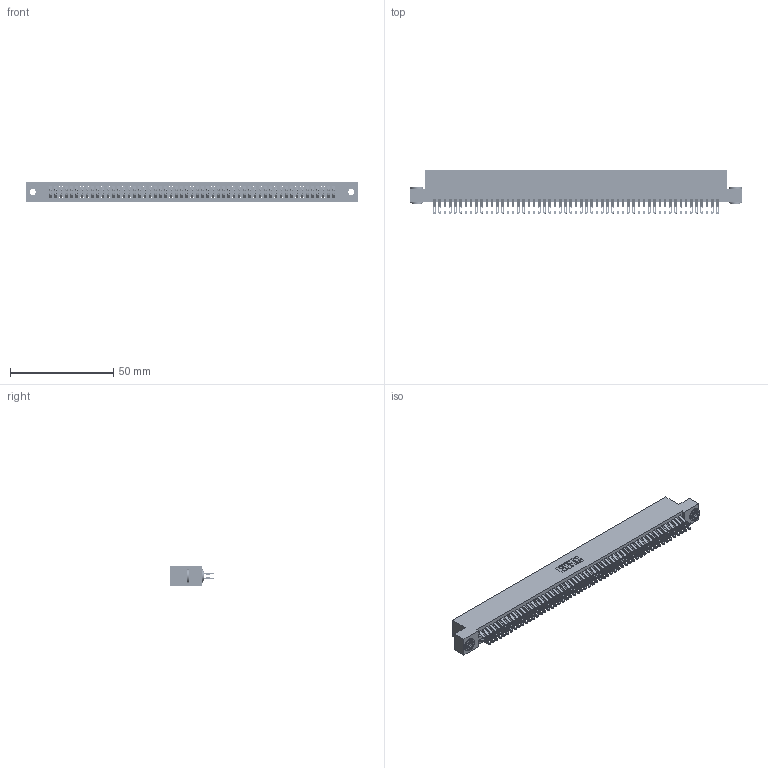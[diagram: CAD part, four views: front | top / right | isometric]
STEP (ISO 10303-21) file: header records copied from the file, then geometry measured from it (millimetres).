
FILE_DESCRIPTION (( 'STEP AP203' ), '1' );
FILE_NAME ('345-110-555-203.STEP', '2019-11-04T18:01:05', ( '' ), ( '' ), 'SwSTEP 2.0', 'SolidWorks 2016', '' );
FILE_SCHEMA (( 'CONFIG_CONTROL_DESIGN' ));
Length unit declared in the file: inch
Products named in the file (4): 345-250-002_345-250-002-102; 345-110-555-203; 345-292-001_555 Tail; 345 Part_Flush Mounting Lugs - 0.156 Dia-TH
Assembly tree (113 placements, depth 2):
  345-110-555-203
    345 Part_Flush Mounting Lugs - 0.156 Dia-TH
    345-292-001_555 Tail  x110
    345-250-002_345-250-002-102  x2
Bounding box: 160.91 x 21.13 x 9.4 mm (x, y, z)
Volume: 16090 mm3; surface area: 25350.1 mm2
Topology: 113 solids, 113 shells, 6324 faces, 19887 edges, 13254 vertices
Faces by surface type: plane 3500, cylinder 2816, cone 8
Entity records: 42380 total; most frequent: CARTESIAN_POINT 7101, ORIENTED_EDGE 6998, DIRECTION 6245, EDGE_CURVE 3499, LINE 3103, VECTOR 3103, VERTEX_POINT 2330, AXIS2_PLACEMENT_3D 1571
